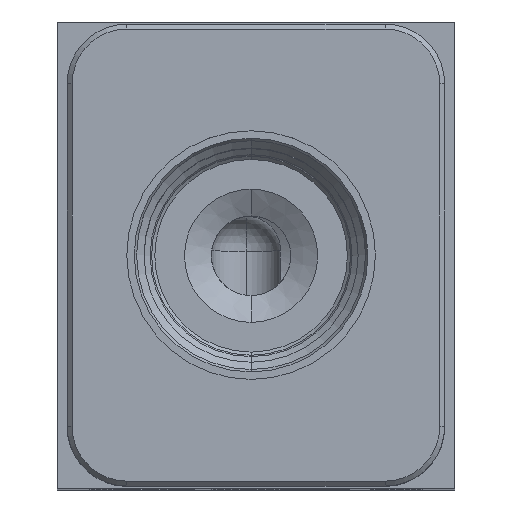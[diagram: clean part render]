
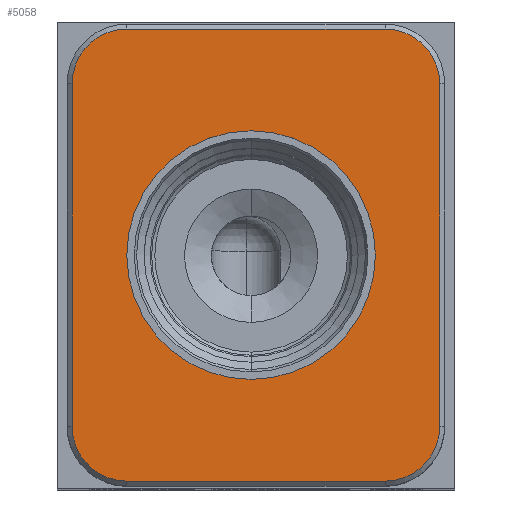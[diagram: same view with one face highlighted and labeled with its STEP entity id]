
A CAD part, top view. The second image highlights one B-rep face of the part: STEP entity #5058.
In plain terms, the highlighted planar face has unit normal (0, 0, 1).
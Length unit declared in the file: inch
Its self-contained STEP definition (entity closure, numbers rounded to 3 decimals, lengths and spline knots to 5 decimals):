
#2117=CARTESIAN_POINT('',(1.219,1.469,6.625));
#2118=DIRECTION('',(0.,0.,-1.));
#2119=DIRECTION('',(0.,-1.,0.));
#2120=AXIS2_PLACEMENT_3D('',#2117,#2118,#2119);
#2122=CARTESIAN_POINT('',(1.219,1.469,6.625));
#2123=DIRECTION('',(0.,0.,-1.));
#2124=DIRECTION('',(0.,1.,0.));
#2125=AXIS2_PLACEMENT_3D('',#2122,#2123,#2124);
#2127=CARTESIAN_POINT('',(2.062,2.547,6.625));
#2128=DIRECTION('',(0.,0.,-1.));
#2129=DIRECTION('',(0.,1.,0.));
#2130=AXIS2_PLACEMENT_3D('',#2127,#2128,#2129);
#2141=DIRECTION('',(1.,0.,0.));
#2142=VECTOR('',#2141,1.625);
#2143=CARTESIAN_POINT('',(0.437,2.891,6.625));
#2144=LINE('',#2143,#2142);
#2153=CARTESIAN_POINT('',(0.437,2.547,6.625));
#2154=DIRECTION('',(0.,0.,-1.));
#2155=DIRECTION('',(-1.,0.,0.));
#2156=AXIS2_PLACEMENT_3D('',#2153,#2154,#2155);
#2167=DIRECTION('',(0.,1.,0.));
#2168=VECTOR('',#2167,2.156);
#2169=CARTESIAN_POINT('',(0.093,0.391,6.625));
#2170=LINE('',#2169,#2168);
#2179=CARTESIAN_POINT('',(0.437,0.391,6.625));
#2180=DIRECTION('',(0.,0.,-1.));
#2181=DIRECTION('',(0.,-1.,0.));
#2182=AXIS2_PLACEMENT_3D('',#2179,#2180,#2181);
#2193=DIRECTION('',(-1.,0.,0.));
#2194=VECTOR('',#2193,1.625);
#2195=CARTESIAN_POINT('',(2.062,0.047,6.625));
#2196=LINE('',#2195,#2194);
#2201=CARTESIAN_POINT('',(2.062,0.391,6.625));
#2202=DIRECTION('',(0.,0.,-1.));
#2203=DIRECTION('',(1.,0.,0.));
#2204=AXIS2_PLACEMENT_3D('',#2201,#2202,#2203);
#2219=DIRECTION('',(0.,-1.,0.));
#2220=VECTOR('',#2219,2.156);
#2221=CARTESIAN_POINT('',(2.406,2.547,6.625));
#2222=LINE('',#2221,#2220);
#2943=CARTESIAN_POINT('',(1.219,0.687,6.625));
#2944=CARTESIAN_POINT('',(1.219,2.251,6.625));
#2945=VERTEX_POINT('',#2943);
#2946=VERTEX_POINT('',#2944);
#2997=CARTESIAN_POINT('',(2.062,0.047,6.625));
#2998=CARTESIAN_POINT('',(0.437,0.047,6.625));
#2999=VERTEX_POINT('',#2997);
#3000=VERTEX_POINT('',#2998);
#3005=CARTESIAN_POINT('',(0.093,0.391,6.625));
#3006=VERTEX_POINT('',#3005);
#3009=CARTESIAN_POINT('',(0.093,2.547,6.625));
#3010=VERTEX_POINT('',#3009);
#3013=CARTESIAN_POINT('',(0.437,2.891,6.625));
#3014=VERTEX_POINT('',#3013);
#3017=CARTESIAN_POINT('',(2.062,2.891,6.625));
#3018=VERTEX_POINT('',#3017);
#3021=CARTESIAN_POINT('',(2.406,2.547,6.625));
#3022=VERTEX_POINT('',#3021);
#3025=CARTESIAN_POINT('',(2.406,0.391,6.625));
#3026=VERTEX_POINT('',#3025);
#5030=CARTESIAN_POINT('',(0.,0.,6.625));
#5031=DIRECTION('',(0.,0.,1.));
#5032=DIRECTION('',(0.,1.,0.));
#5033=AXIS2_PLACEMENT_3D('',#5030,#5031,#5032);
#5034=PLANE('',#5033);
#5036=ORIENTED_EDGE('',*,*,#5035,.T.);
#5038=ORIENTED_EDGE('',*,*,#5037,.T.);
#5040=ORIENTED_EDGE('',*,*,#5039,.T.);
#5042=ORIENTED_EDGE('',*,*,#5041,.T.);
#5044=ORIENTED_EDGE('',*,*,#5043,.T.);
#5046=ORIENTED_EDGE('',*,*,#5045,.T.);
#5048=ORIENTED_EDGE('',*,*,#5047,.T.);
#5050=ORIENTED_EDGE('',*,*,#5049,.T.);
#5051=EDGE_LOOP('',(#5036,#5038,#5040,#5042,#5044,#5046,#5048,#5050));
#5052=FACE_OUTER_BOUND('',#5051,.F.);
#5054=ORIENTED_EDGE('',*,*,#5053,.F.);
#5055=ORIENTED_EDGE('',*,*,#5020,.F.);
#5056=EDGE_LOOP('',(#5054,#5055));
#5057=FACE_BOUND('',#5056,.F.);
#5058=ADVANCED_FACE('',(#5052,#5057),#5034,.T.);
#2121=CIRCLE('',#2120,0.782);
#2126=CIRCLE('',#2125,0.782);
#2131=CIRCLE('',#2130,0.344);
#2157=CIRCLE('',#2156,0.344);
#2183=CIRCLE('',#2182,0.344);
#2205=CIRCLE('',#2204,0.344);
#5020=EDGE_CURVE('',#2946,#2945,#2126,.T.);
#5035=EDGE_CURVE('',#3018,#3022,#2131,.T.);
#5037=EDGE_CURVE('',#3022,#3026,#2222,.T.);
#5039=EDGE_CURVE('',#3026,#2999,#2205,.T.);
#5041=EDGE_CURVE('',#2999,#3000,#2196,.T.);
#5043=EDGE_CURVE('',#3000,#3006,#2183,.T.);
#5045=EDGE_CURVE('',#3006,#3010,#2170,.T.);
#5047=EDGE_CURVE('',#3010,#3014,#2157,.T.);
#5049=EDGE_CURVE('',#3014,#3018,#2144,.T.);
#5053=EDGE_CURVE('',#2945,#2946,#2121,.T.);
